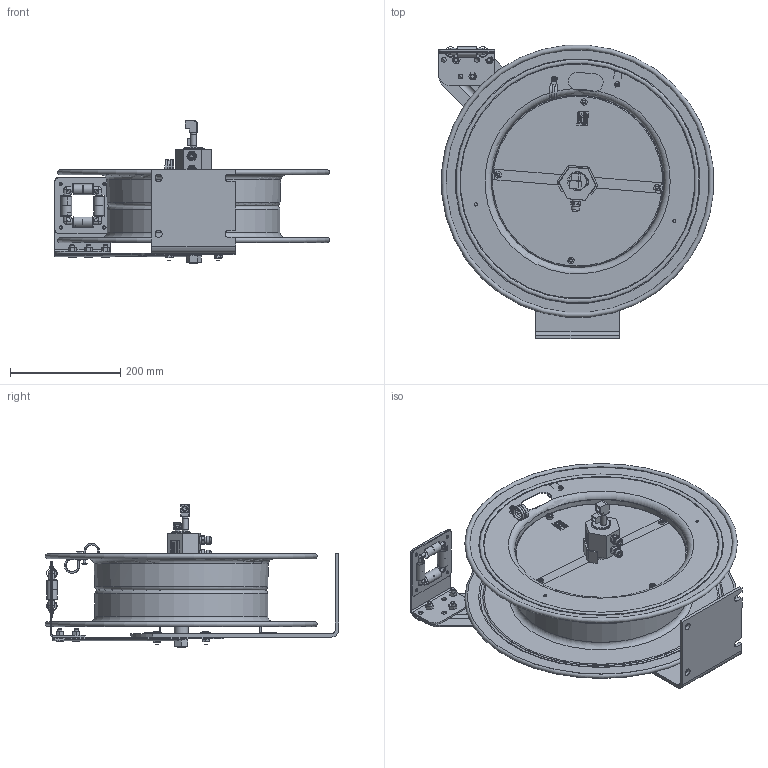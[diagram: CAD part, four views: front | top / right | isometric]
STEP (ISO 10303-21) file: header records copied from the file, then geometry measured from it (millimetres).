
FILE_DESCRIPTION(/* description */ (''),/* implementation_level */ '2;1');
FILE_NAME(/* name */ 'SHWL-N-150_SHARED.stp',/* time_stamp */ '2017-02-15T11:06:32-07:00',/* author */ ('jkusbel'),/* organization */ (''),/* preprocessor_version */ 'ST-DEVELOPER v15.6',/* originating_system */ 'Autodesk Inventor 2015',/* authorisation */ '');
FILE_SCHEMA (('AUTOMOTIVE_DESIGN { 1 0 10303 214 3 1 1 }'));
Length unit declared in the file: inch
Products named in the file (1): SHWL-N-150_SHARED
Bounding box: 499.38 x 532.57 x 258.47 mm (x, y, z)
Surface area: 1300662.2 mm2 (no closed solid volume)
Topology: 0 solids, 154 shells, 491 faces, 4798 edges, 4369 vertices
Faces by surface type: plane 303, cylinder 120, torus 33, sphere 18, cone 15, bspline 2
Full cylindrical faces by diameter (mm): 4.75 x1, 4.826 x2, 7.112 x2, 7.938 x3, 8.731 x7, 8.89 x3, 10.312 x1, 10.414 x1, 11.557 x2, 12.7 x2, 14.287 x2, 19.05 x4, 25.362 x1, 25.578 x1, 31.674 x2, 39.624 x1, 306.324 x1, 311.912 x1, 314.95 x1
Entity records: 45246 total; most frequent: CARTESIAN_POINT 13736, ORIENTED_EDGE 5303, DIRECTION 5157, EDGE_CURVE 4694, VERTEX_POINT 4350, LINE 2599, VECTOR 2599, AXIS2_PLACEMENT_3D 1279
